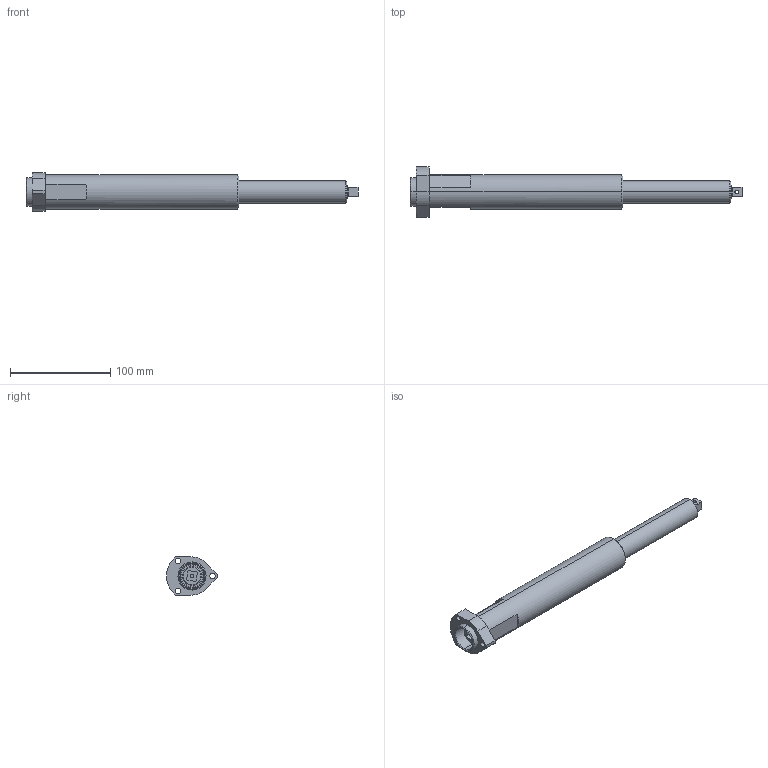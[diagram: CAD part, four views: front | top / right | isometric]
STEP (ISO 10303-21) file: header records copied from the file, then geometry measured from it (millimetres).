
FILE_DESCRIPTION (( 'STEP AP203' ), '1' );
FILE_NAME ('SA-3S1-4-38-38.STEP', '2013-01-17T18:10:16', ( '' ), ( '' ), 'SwSTEP 2.0', 'SolidWorks 2013', '' );
FILE_SCHEMA (( 'CONFIG_CONTROL_DESIGN' ));
Length unit declared in the file: millimetre
Products named in the file (4): SA-3S1-4-38-38; SA-362H-B; SA-372; R-3-88-7.78-40-1
Assembly tree (3 placements, depth 2):
  SA-3S1-4-38-38
    SA-362H-B
    SA-372
    R-3-88-7.78-40-1
Bounding box: 331.6 x 50.79 x 38.1 mm (x, y, z)
Volume: 167731.5 mm3; surface area: 92085.6 mm2
Topology: 6 solids, 6 shells, 149 faces, 343 edges, 217 vertices
Faces by surface type: cylinder 70, plane 47, cone 24, torus 8
Entity records: 4912 total; most frequent: CARTESIAN_POINT 957, DIRECTION 812, ORIENTED_EDGE 686, EDGE_CURVE 343, AXIS2_PLACEMENT_3D 332, VERTEX_POINT 217, EDGE_LOOP 182, CIRCLE 177
